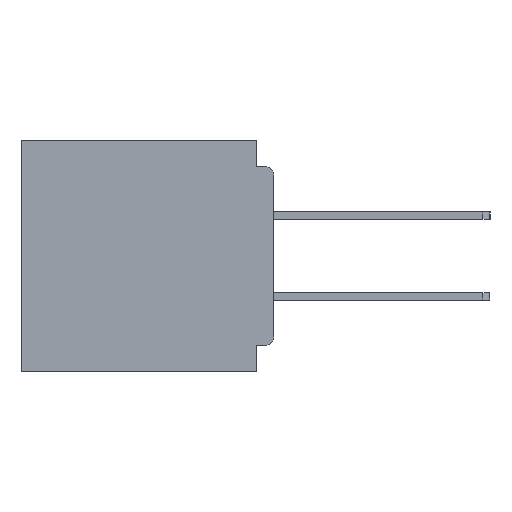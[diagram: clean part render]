
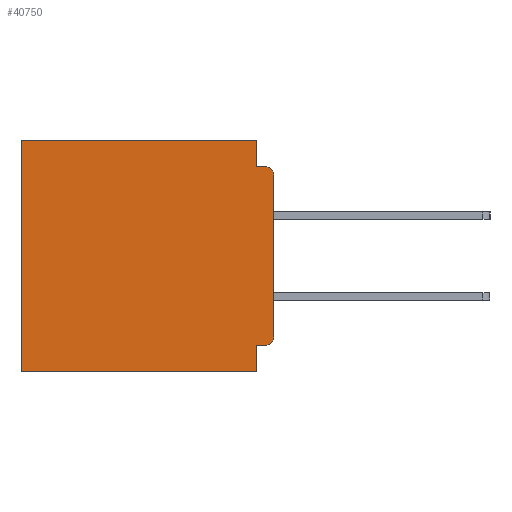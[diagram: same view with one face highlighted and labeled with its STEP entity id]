
A CAD part, left-side view. The second image highlights one B-rep face of the part: STEP entity #40750.
In plain terms, the highlighted planar face has unit normal (-1, 0, 0).
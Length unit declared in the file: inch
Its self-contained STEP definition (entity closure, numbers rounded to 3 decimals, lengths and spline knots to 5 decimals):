
#145 = EDGE_CURVE ( 'NONE', #39922, #24605, #41862, .T. ) ;
#163 = DIRECTION ( 'NONE',  ( 0., 1., 0. ) ) ;
#1358 = ORIENTED_EDGE ( 'NONE', *, *, #23898, .F. ) ;
#1618 = VERTEX_POINT ( 'NONE', #34964 ) ;
#2438 = CARTESIAN_POINT ( 'NONE',  ( 0.3, 0.015, -0.34 ) ) ;
#3259 = CARTESIAN_POINT ( 'NONE',  ( 0.3, 0.015, -0.045 ) ) ;
#3484 = CARTESIAN_POINT ( 'NONE',  ( 0.3, 0., 0. ) ) ;
#3868 = EDGE_CURVE ( 'NONE', #9886, #7884, #28014, .T. ) ;
#4875 = VECTOR ( 'NONE', #6568, 39.37008 ) ;
#5642 = LINE ( 'NONE', #13070, #39009 ) ;
#5765 = DIRECTION ( 'NONE',  ( 0., 0., -1. ) ) ;
#6050 = EDGE_CURVE ( 'NONE', #9886, #18151, #14682, .T. ) ;
#6511 = ORIENTED_EDGE ( 'NONE', *, *, #14639, .F. ) ;
#6568 = DIRECTION ( 'NONE',  ( 0., 0., -1. ) ) ;
#7534 = CIRCLE ( 'NONE', #22385, 0.015 ) ;
#7884 = VERTEX_POINT ( 'NONE', #3259 ) ;
#8002 = DIRECTION ( 'NONE',  ( 0., 0., -1. ) ) ;
#8076 = ORIENTED_EDGE ( 'NONE', *, *, #145, .T. ) ;
#8310 = VECTOR ( 'NONE', #31557, 39.37008 ) ;
#8811 = CARTESIAN_POINT ( 'NONE',  ( 0.3, 0., -0.4 ) ) ;
#8951 = CARTESIAN_POINT ( 'NONE',  ( 0.3, 0.031, 0. ) ) ;
#9886 = VERTEX_POINT ( 'NONE', #38926 ) ;
#11402 = VERTEX_POINT ( 'NONE', #25489 ) ;
#11448 = LINE ( 'NONE', #3484, #12479 ) ;
#12097 = DIRECTION ( 'NONE',  ( 0., 0., -1. ) ) ;
#12479 = VECTOR ( 'NONE', #163, 39.37008 ) ;
#13047 = CARTESIAN_POINT ( 'NONE',  ( 0.3, 0.437, -0.4 ) ) ;
#13070 = CARTESIAN_POINT ( 'NONE',  ( 0.3, 0.031, -0.4 ) ) ;
#13072 = LINE ( 'NONE', #16580, #28264 ) ;
#14214 = VECTOR ( 'NONE', #19979, 39.37008 ) ;
#14639 = EDGE_CURVE ( 'NONE', #11402, #7884, #13072, .T. ) ;
#14682 = LINE ( 'NONE', #35586, #4875 ) ;
#14804 = LINE ( 'NONE', #39168, #22437 ) ;
#15294 = AXIS2_PLACEMENT_3D ( 'NONE', #8811, #31424, #12097 ) ;
#15523 = VERTEX_POINT ( 'NONE', #17791 ) ;
#16016 = LINE ( 'NONE', #8951, #8310 ) ;
#16375 = DIRECTION ( 'NONE',  ( 0., 0., -1. ) ) ;
#16580 = CARTESIAN_POINT ( 'NONE',  ( 0.3, 0., -0.045 ) ) ;
#17677 = EDGE_CURVE ( 'NONE', #15523, #1618, #5642, .T. ) ;
#17791 = CARTESIAN_POINT ( 'NONE',  ( 0.3, 0.031, -0.355 ) ) ;
#18151 = VERTEX_POINT ( 'NONE', #37942 ) ;
#18820 = ORIENTED_EDGE ( 'NONE', *, *, #3868, .T. ) ;
#19191 = DIRECTION ( 'NONE',  ( 0., 0., -1. ) ) ;
#19369 = ORIENTED_EDGE ( 'NONE', *, *, #21679, .T. ) ;
#19979 = DIRECTION ( 'NONE',  ( 0., 1., 0. ) ) ;
#21679 = EDGE_CURVE ( 'NONE', #24164, #39922, #11448, .T. ) ;
#21803 = PLANE ( 'NONE',  #15294 ) ;
#22385 = AXIS2_PLACEMENT_3D ( 'NONE', #2438, #25313, #5765 ) ;
#22437 = VECTOR ( 'NONE', #23275, 39.37008 ) ;
#23275 = DIRECTION ( 'NONE',  ( 0., 1., 0. ) ) ;
#23898 = EDGE_CURVE ( 'NONE', #1618, #24605, #14804, .T. ) ;
#24164 = VERTEX_POINT ( 'NONE', #37372 ) ;
#24456 = DIRECTION ( 'NONE',  ( -1., 0., 0. ) ) ;
#24539 = EDGE_CURVE ( 'NONE', #29588, #15523, #31346, .T. ) ;
#24605 = VERTEX_POINT ( 'NONE', #29915 ) ;
#25313 = DIRECTION ( 'NONE',  ( -1., 0., 0. ) ) ;
#25489 = CARTESIAN_POINT ( 'NONE',  ( 0.3, 0.031, -0.045 ) ) ;
#25971 = CARTESIAN_POINT ( 'NONE',  ( 0.3, 0.015, -0.355 ) ) ;
#26161 = FACE_OUTER_BOUND ( 'NONE', #38139, .T. ) ;
#26938 = ORIENTED_EDGE ( 'NONE', *, *, #24539, .F. ) ;
#28014 = CIRCLE ( 'NONE', #39282, 0.015 ) ;
#28264 = VECTOR ( 'NONE', #35800, 39.37008 ) ;
#29588 = VERTEX_POINT ( 'NONE', #25971 ) ;
#29915 = CARTESIAN_POINT ( 'NONE',  ( 0.3, 0.437, -0.4 ) ) ;
#29921 = ORIENTED_EDGE ( 'NONE', *, *, #30681, .T. ) ;
#30681 = EDGE_CURVE ( 'NONE', #29588, #18151, #7534, .T. ) ;
#30973 = CARTESIAN_POINT ( 'NONE',  ( 0.3, 0.015, -0.06 ) ) ;
#31346 = LINE ( 'NONE', #39116, #14214 ) ;
#31424 = DIRECTION ( 'NONE',  ( 1., 0., 0. ) ) ;
#31557 = DIRECTION ( 'NONE',  ( 0., 0., -1. ) ) ;
#32851 = ORIENTED_EDGE ( 'NONE', *, *, #6050, .F. ) ;
#33360 = ORIENTED_EDGE ( 'NONE', *, *, #36401, .F. ) ;
#33409 = VECTOR ( 'NONE', #8002, 39.37008 ) ;
#34964 = CARTESIAN_POINT ( 'NONE',  ( 0.3, 0.031, -0.4 ) ) ;
#35586 = CARTESIAN_POINT ( 'NONE',  ( 0.3, 0., -0.4 ) ) ;
#35800 = DIRECTION ( 'NONE',  ( 0., -1., 0. ) ) ;
#36401 = EDGE_CURVE ( 'NONE', #24164, #11402, #16016, .T. ) ;
#37372 = CARTESIAN_POINT ( 'NONE',  ( 0.3, 0.031, 0. ) ) ;
#37909 = ORIENTED_EDGE ( 'NONE', *, *, #17677, .F. ) ;
#37942 = CARTESIAN_POINT ( 'NONE',  ( 0.3, 0., -0.34 ) ) ;
#38139 = EDGE_LOOP ( 'NONE', ( #32851, #18820, #6511, #33360, #19369, #8076, #1358, #37909, #26938, #29921 ) ) ;
#38926 = CARTESIAN_POINT ( 'NONE',  ( 0.3, 0., -0.06 ) ) ;
#39009 = VECTOR ( 'NONE', #16375, 39.37008 ) ;
#39116 = CARTESIAN_POINT ( 'NONE',  ( 0.3, 0., -0.355 ) ) ;
#39168 = CARTESIAN_POINT ( 'NONE',  ( 0.3, 0., -0.4 ) ) ;
#39282 = AXIS2_PLACEMENT_3D ( 'NONE', #30973, #24456, #19191 ) ;
#39922 = VERTEX_POINT ( 'NONE', #40201 ) ;
#40201 = CARTESIAN_POINT ( 'NONE',  ( 0.3, 0.437, 0. ) ) ;
#40750 = ADVANCED_FACE ( 'NONE', ( #26161 ), #21803, .F. ) ;
#41862 = LINE ( 'NONE', #13047, #33409 ) ;
